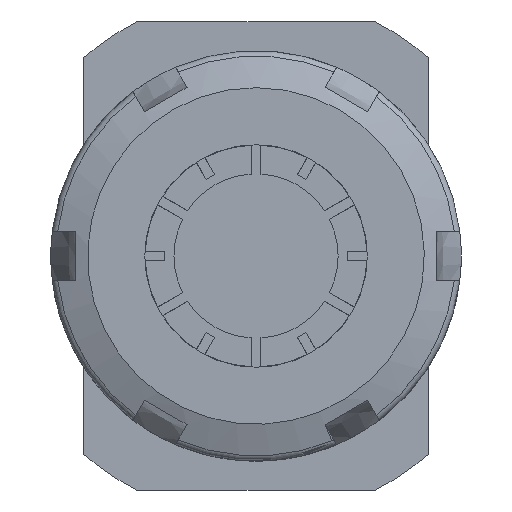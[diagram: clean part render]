
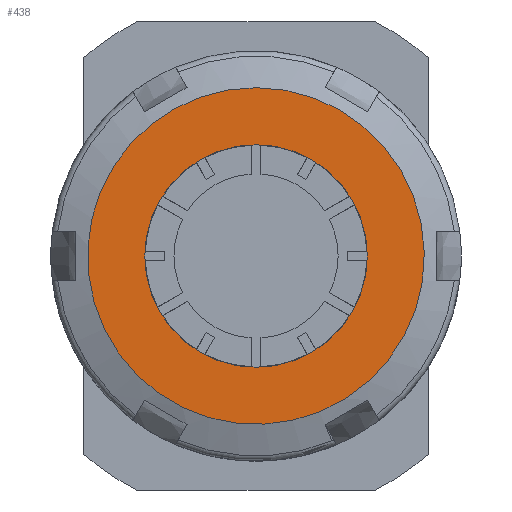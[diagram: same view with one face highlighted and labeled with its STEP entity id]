
A CAD part, left-side view. The second image highlights one B-rep face of the part: STEP entity #438.
In plain terms, the highlighted planar face has unit normal (-1, 0, 0).
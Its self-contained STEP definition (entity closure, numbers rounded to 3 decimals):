
#438=ADVANCED_FACE('',(#725,#726),#607,.T.);
#607=PLANE('',#3581);
#725=FACE_BOUND('',#803,.T.);
#726=FACE_BOUND('',#804,.T.);
#803=EDGE_LOOP('',(#1553));
#804=EDGE_LOOP('',(#1554));
#1553=ORIENTED_EDGE('',*,*,#2896,.T.);
#1554=ORIENTED_EDGE('',*,*,#2897,.T.);
#2542=VERTEX_POINT('',#5095);
#2543=VERTEX_POINT('',#5097);
#2896=EDGE_CURVE('',#2542,#2542,#3374,.T.);
#2897=EDGE_CURVE('',#2543,#2543,#3375,.T.);
#3374=CIRCLE('',#3579,13.55);
#3375=CIRCLE('',#3580,20.5);
#3579=AXIS2_PLACEMENT_3D('',#5094,#4032,#4033);
#3580=AXIS2_PLACEMENT_3D('',#5096,#4034,#4035);
#3581=AXIS2_PLACEMENT_3D('',#5098,#4036,#4037);
#4032=DIRECTION('',(1.,0.,0.));
#4033=DIRECTION('',(0.,0.,-1.));
#4034=DIRECTION('',(-1.,0.,0.));
#4035=DIRECTION('',(0.,0.,1.));
#4036=DIRECTION('',(-1.,0.,0.));
#4037=DIRECTION('',(0.,0.,1.));
#5094=CARTESIAN_POINT('',(-12.967,0.,0.));
#5095=CARTESIAN_POINT('',(-12.967,0.,-13.55));
#5096=CARTESIAN_POINT('',(-12.967,0.,0.));
#5097=CARTESIAN_POINT('',(-12.967,0.,20.5));
#5098=CARTESIAN_POINT('',(-12.967,0.,0.));
